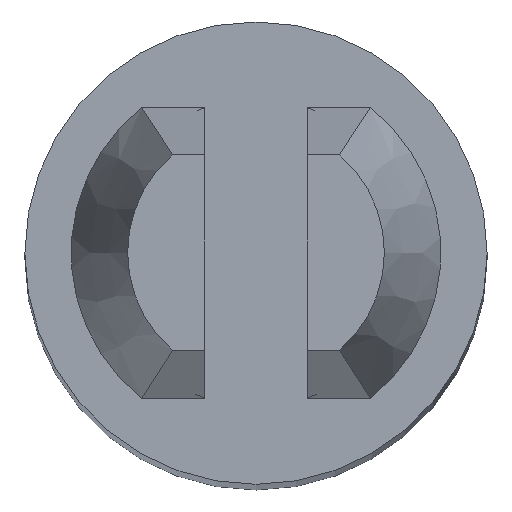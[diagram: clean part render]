
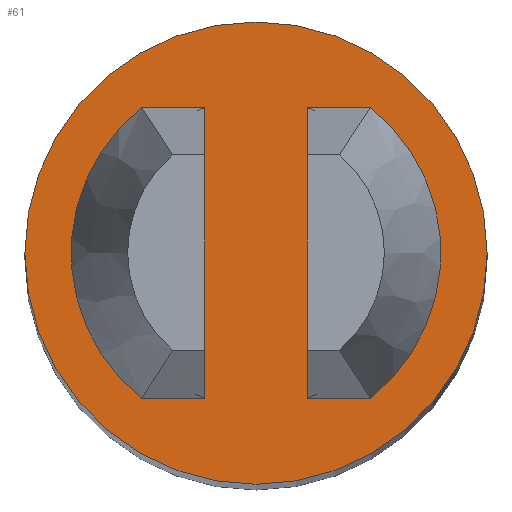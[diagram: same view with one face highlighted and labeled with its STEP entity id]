
A CAD part, top view. The second image highlights one B-rep face of the part: STEP entity #61.
In plain terms, the highlighted planar face has unit normal (0, 0, 1).
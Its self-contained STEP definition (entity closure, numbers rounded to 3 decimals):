
#61 = ADVANCED_FACE( '', ( #134, #135, #136 ), #137, .F. );
#134 = FACE_BOUND( '', #221, .T. );
#135 = FACE_BOUND( '', #222, .T. );
#136 = FACE_OUTER_BOUND( '', #223, .T. );
#137 = PLANE( '', #224 );
#221 = EDGE_LOOP( '', ( #336, #337 ) );
#222 = EDGE_LOOP( '', ( #338, #339 ) );
#223 = EDGE_LOOP( '', ( #340 ) );
#224 = AXIS2_PLACEMENT_3D( '', #341, #342, #343 );
#336 = ORIENTED_EDGE( '', *, *, #516, .T. );
#337 = ORIENTED_EDGE( '', *, *, #508, .T. );
#338 = ORIENTED_EDGE( '', *, *, #513, .T. );
#339 = ORIENTED_EDGE( '', *, *, #520, .F. );
#340 = ORIENTED_EDGE( '', *, *, #521, .F. );
#341 = CARTESIAN_POINT( '', ( -1.5, 0., 15.85 ) );
#342 = DIRECTION( '', ( 0., 0., -1. ) );
#343 = DIRECTION( '', ( -1., 0., 0. ) );
#508 = EDGE_CURVE( '', #597, #601, #603, .T. );
#513 = EDGE_CURVE( '', #606, #609, #611, .T. );
#516 = EDGE_CURVE( '', #601, #597, #615, .T. );
#520 = EDGE_CURVE( '', #606, #609, #620, .T. );
#521 = EDGE_CURVE( '', #621, #621, #622, .T. );
#597 = VERTEX_POINT( '', #740 );
#601 = VERTEX_POINT( '', #745 );
#603 = CIRCLE( '', #748, 1.5 );
#606 = VERTEX_POINT( '', #751 );
#609 = VERTEX_POINT( '', #755 );
#611 = CIRCLE( '', #758, 1.5 );
#615 = LINE( '', #763, #764 );
#620 = LINE( '', #771, #772 );
#621 = VERTEX_POINT( '', #773 );
#622 = CIRCLE( '', #774, 2.25 );
#740 = CARTESIAN_POINT( '', ( 0.5, 1.414, 15.85 ) );
#745 = CARTESIAN_POINT( '', ( 0.5, -1.414, 15.85 ) );
#748 = AXIS2_PLACEMENT_3D( '', #874, #875, #876 );
#751 = CARTESIAN_POINT( '', ( -0.5, -1.414, 15.85 ) );
#755 = CARTESIAN_POINT( '', ( -0.5, 1.414, 15.85 ) );
#758 = AXIS2_PLACEMENT_3D( '', #882, #883, #884 );
#763 = CARTESIAN_POINT( '', ( 0.5, -2.25, 15.85 ) );
#764 = VECTOR( '', #886, 1000. );
#771 = CARTESIAN_POINT( '', ( -0.5, -2.25, 15.85 ) );
#772 = VECTOR( '', #889, 1000. );
#773 = CARTESIAN_POINT( '', ( -2.25, 0., 15.85 ) );
#774 = AXIS2_PLACEMENT_3D( '', #890, #891, #892 );
#874 = CARTESIAN_POINT( '', ( 0., 0., 15.85 ) );
#875 = DIRECTION( '', ( 0., 0., -1. ) );
#876 = DIRECTION( '', ( -1., 0., 0. ) );
#882 = CARTESIAN_POINT( '', ( 0., 0., 15.85 ) );
#883 = DIRECTION( '', ( 0., 0., -1. ) );
#884 = DIRECTION( '', ( -1., 0., 0. ) );
#886 = DIRECTION( '', ( 0., 1., 0. ) );
#889 = DIRECTION( '', ( 0., 1., 0. ) );
#890 = CARTESIAN_POINT( '', ( 0., 0., 15.85 ) );
#891 = DIRECTION( '', ( 0., 0., -1. ) );
#892 = DIRECTION( '', ( -1., 0., 0. ) );
